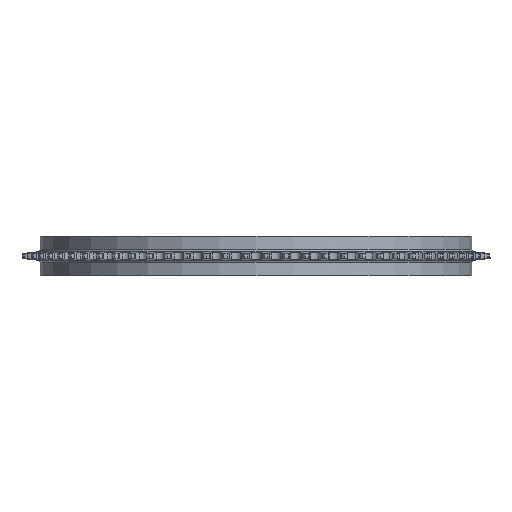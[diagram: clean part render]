
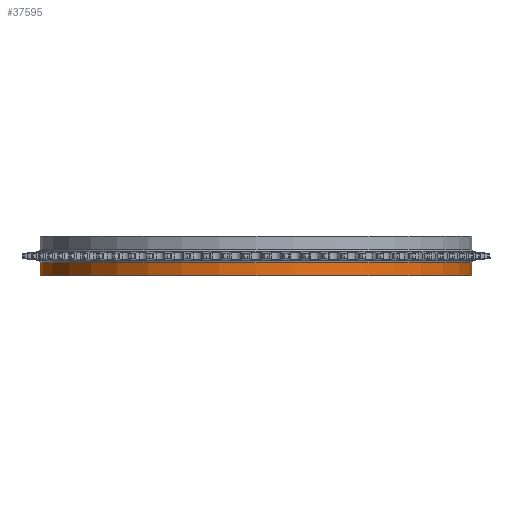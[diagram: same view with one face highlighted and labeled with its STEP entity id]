
A CAD part, front view. The second image highlights one B-rep face of the part: STEP entity #37595.
In plain terms, the highlighted cylindrical face has radius 68.598 mm (diameter 137.195 mm), a partial arc.
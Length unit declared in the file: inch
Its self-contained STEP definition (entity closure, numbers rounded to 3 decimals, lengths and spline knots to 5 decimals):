
#2693 = VECTOR ( 'NONE', #11356, 39.37008 ) ;
#3052 = ORIENTED_EDGE ( 'NONE', *, *, #7216, .F. ) ;
#4500 = VERTEX_POINT ( 'NONE', #6224 ) ;
#5015 = DIRECTION ( 'NONE',  ( -1., 0., 0. ) ) ;
#5360 = LINE ( 'NONE', #10196, #27104 ) ;
#5579 = DIRECTION ( 'NONE',  ( 0., 0., -1. ) ) ;
#6224 = CARTESIAN_POINT ( 'NONE',  ( -2.7007, 0., -0.08337 ) ) ;
#7216 = EDGE_CURVE ( 'NONE', #10518, #33850, #34042, .T. ) ;
#7531 = FACE_OUTER_BOUND ( 'NONE', #25613, .T. ) ;
#9589 = DIRECTION ( 'NONE',  ( -1., 0., 0. ) ) ;
#10064 = AXIS2_PLACEMENT_3D ( 'NONE', #15657, #19008, #9589 ) ;
#10196 = CARTESIAN_POINT ( 'NONE',  ( -2.7007, 0., 0.25 ) ) ;
#10518 = VERTEX_POINT ( 'NONE', #23690 ) ;
#11356 = DIRECTION ( 'NONE',  ( 0., 0., -1. ) ) ;
#14472 = DIRECTION ( 'NONE',  ( 0., 0., -1. ) ) ;
#14477 = ORIENTED_EDGE ( 'NONE', *, *, #16063, .T. ) ;
#15657 = CARTESIAN_POINT ( 'NONE',  ( 0., 0., -0.08337 ) ) ;
#16063 = EDGE_CURVE ( 'NONE', #41318, #33850, #33899, .T. ) ;
#19008 = DIRECTION ( 'NONE',  ( 0., 0., -1. ) ) ;
#20519 = CARTESIAN_POINT ( 'NONE',  ( 2.7007, 0., -0.25 ) ) ;
#20838 = ORIENTED_EDGE ( 'NONE', *, *, #36334, .T. ) ;
#23690 = CARTESIAN_POINT ( 'NONE',  ( 2.7007, 0., -0.08337 ) ) ;
#24099 = CARTESIAN_POINT ( 'NONE',  ( 0., 0., -0.25 ) ) ;
#24516 = CYLINDRICAL_SURFACE ( 'NONE', #34258, 2.7007 ) ;
#25613 = EDGE_LOOP ( 'NONE', ( #3052, #39166, #20838, #14477 ) ) ;
#27104 = VECTOR ( 'NONE', #5579, 39.37008 ) ;
#27450 = AXIS2_PLACEMENT_3D ( 'NONE', #24099, #31059, #27464 ) ;
#27464 = DIRECTION ( 'NONE',  ( 1., 0., 0. ) ) ;
#27717 = CARTESIAN_POINT ( 'NONE',  ( -2.7007, 0., -0.25 ) ) ;
#29360 = CIRCLE ( 'NONE', #10064, 2.7007 ) ;
#31059 = DIRECTION ( 'NONE',  ( 0., 0., 1. ) ) ;
#33850 = VERTEX_POINT ( 'NONE', #20519 ) ;
#33899 = CIRCLE ( 'NONE', #27450, 2.7007 ) ;
#34042 = LINE ( 'NONE', #42021, #2693 ) ;
#34258 = AXIS2_PLACEMENT_3D ( 'NONE', #39481, #14472, #5015 ) ;
#36334 = EDGE_CURVE ( 'NONE', #4500, #41318, #5360, .T. ) ;
#37595 = ADVANCED_FACE ( 'NONE', ( #7531 ), #24516, .T. ) ;
#39166 = ORIENTED_EDGE ( 'NONE', *, *, #39674, .T. ) ;
#39481 = CARTESIAN_POINT ( 'NONE',  ( 0., 0., 0.25 ) ) ;
#39674 = EDGE_CURVE ( 'NONE', #10518, #4500, #29360, .T. ) ;
#41318 = VERTEX_POINT ( 'NONE', #27717 ) ;
#42021 = CARTESIAN_POINT ( 'NONE',  ( 2.7007, 0., 0.25 ) ) ;
